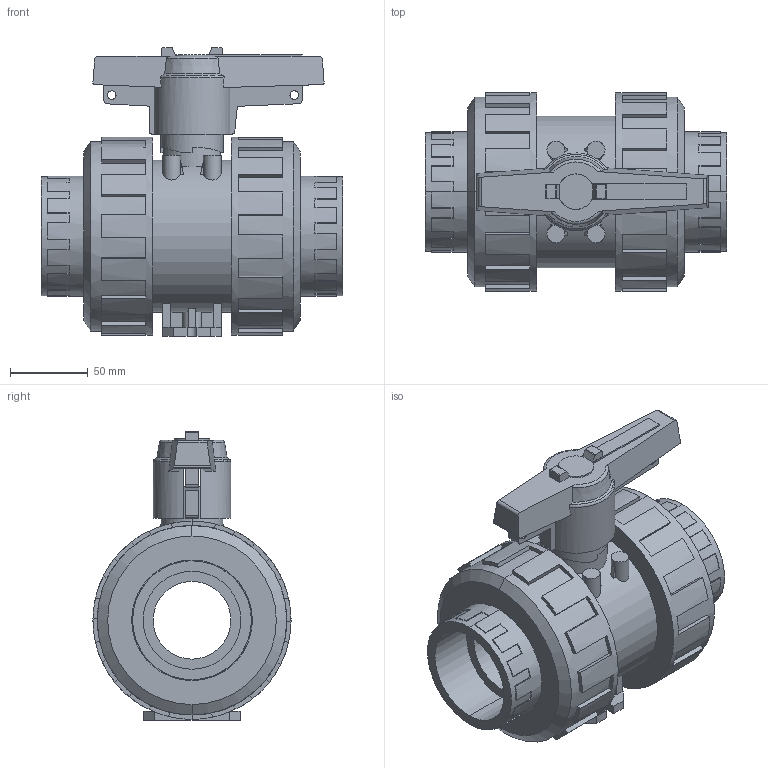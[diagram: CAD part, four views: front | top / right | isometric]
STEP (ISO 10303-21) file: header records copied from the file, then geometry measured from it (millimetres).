
FILE_DESCRIPTION(('STEP AP214'),'1');
FILE_NAME('cctmp_B7AED935-5AF5-4833-AB06-3013AF3FBEE0_2018_12_5_15_32_19_246..stp','2018-12-05T14:32:19',('Praher Valves GmbH'),('CADClick - www.CADClick.com'),'Spatial InterOp 3D',' ','unknown authorization');
FILE_SCHEMA(('AUTOMOTIVE_DESIGN'));
Length unit declared in the file: millimetre
Products named in the file (1): 124090
Bounding box: 194 x 127.5 x 186 mm (x, y, z)
Volume: 1440112 mm3; surface area: 217771.3 mm2
Topology: 1 solids, 1 shells, 470 faces, 1362 edges, 900 vertices
Faces by surface type: plane 372, cylinder 74, cone 16, torus 8
Entity records: 19949 total; most frequent: CARTESIAN_POINT 3452, ORIENTED_EDGE 2724, DIRECTION 2690, EDGE_CURVE 1362, AXIS2_PLACEMENT_3D 919, VERTEX_POINT 900, LINE 852, VECTOR 852
